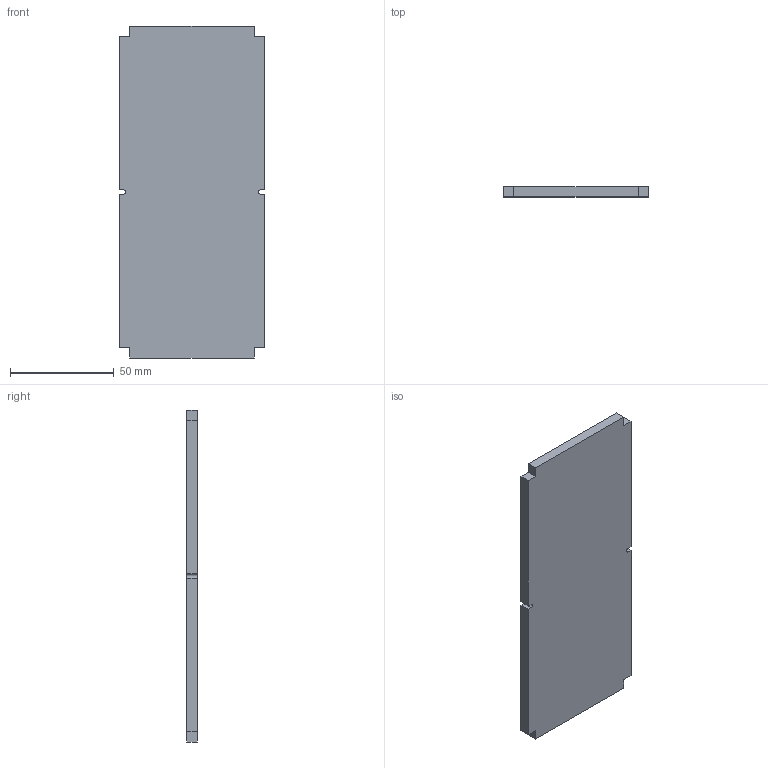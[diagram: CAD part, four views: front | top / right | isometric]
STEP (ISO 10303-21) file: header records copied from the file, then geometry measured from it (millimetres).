
FILE_DESCRIPTION(/* description */ (''),/* implementation_level */ '2;1');
FILE_NAME(/* name */ 'Conn_t60.stp',/* time_stamp */ '2024-09-30T19:06:04+02:00',/* author */ ('ppovolni'),/* organization */ (''),/* preprocessor_version */ 'ST-DEVELOPER v18.1',/* originating_system */ 'Autodesk Inventor 2022',/* authorisation */ '');
FILE_SCHEMA (('AUTOMOTIVE_DESIGN { 1 0 10303 214 3 1 1 }'));
Length unit declared in the file: millimetre
Products named in the file (1): Verbinder_t80
Bounding box: 70 x 5 x 160 mm (x, y, z)
Volume: 55444.3 mm3; surface area: 24529.1 mm2
Topology: 1 solids, 1 shells, 22 faces, 60 edges, 40 vertices
Faces by surface type: plane 20, cylinder 2
Entity records: 731 total; most frequent: CARTESIAN_POINT 123, ORIENTED_EDGE 120, DIRECTION 110, EDGE_CURVE 60, LINE 56, VECTOR 56, VERTEX_POINT 40, AXIS2_PLACEMENT_3D 27
